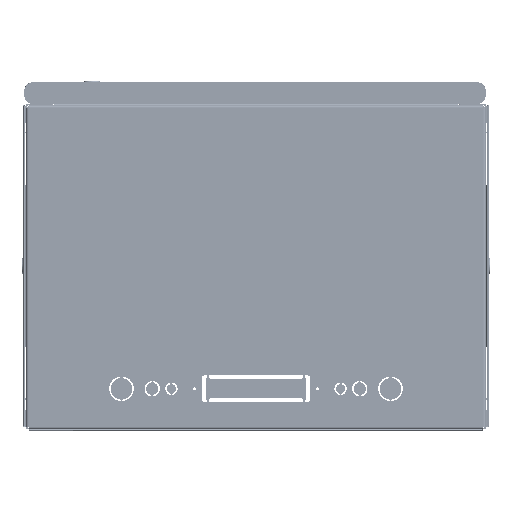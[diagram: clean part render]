
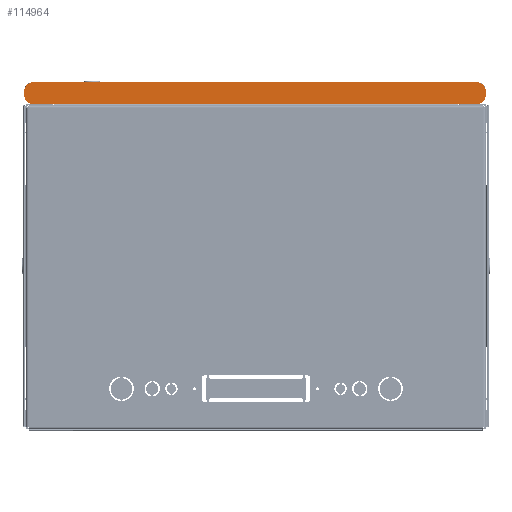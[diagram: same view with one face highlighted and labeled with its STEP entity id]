
A CAD part, front view. The second image highlights one B-rep face of the part: STEP entity #114964.
In plain terms, the highlighted planar face has unit normal (0, -1, 0).
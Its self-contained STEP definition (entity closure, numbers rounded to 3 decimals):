
#5153 = DIRECTION ( 'NONE',  ( 0., 0., 1. ) ) ;
#9696 = VECTOR ( 'NONE', #55792, 1000. ) ;
#10649 = EDGE_CURVE ( 'NONE', #12109, #27844, #165062, .T. ) ;
#10729 = CARTESIAN_POINT ( 'NONE',  ( 289., 0., 0. ) ) ;
#12109 = VERTEX_POINT ( 'NONE', #103582 ) ;
#12316 = CARTESIAN_POINT ( 'NONE',  ( -289., 0., -11. ) ) ;
#21667 = ORIENTED_EDGE ( 'NONE', *, *, #177221, .F. ) ;
#22730 = DIRECTION ( 'NONE',  ( 0., 1., 0. ) ) ;
#23800 = DIRECTION ( 'NONE',  ( 0., 0., 1. ) ) ;
#23887 = EDGE_CURVE ( 'NONE', #160763, #117449, #58647, .T. ) ;
#24114 = DIRECTION ( 'NONE',  ( 0., 1., 0. ) ) ;
#26157 = EDGE_CURVE ( 'NONE', #165609, #12109, #99584, .T. ) ;
#27459 = ORIENTED_EDGE ( 'NONE', *, *, #23887, .F. ) ;
#27844 = VERTEX_POINT ( 'NONE', #133962 ) ;
#29293 = AXIS2_PLACEMENT_3D ( 'NONE', #147592, #24114, #84344 ) ;
#31485 = CIRCLE ( 'NONE', #64648, 11. ) ;
#33130 = CIRCLE ( 'NONE', #89330, 11. ) ;
#36494 = ORIENTED_EDGE ( 'NONE', *, *, #26157, .F. ) ;
#38207 = CARTESIAN_POINT ( 'NONE',  ( 289., 0., 0. ) ) ;
#39308 = CARTESIAN_POINT ( 'NONE',  ( 300., 0., -11. ) ) ;
#43500 = PLANE ( 'NONE',  #57630 ) ;
#55792 = DIRECTION ( 'NONE',  ( 1., 0., 0. ) ) ;
#56268 = EDGE_CURVE ( 'NONE', #119695, #160763, #31485, .T. ) ;
#57630 = AXIS2_PLACEMENT_3D ( 'NONE', #12316, #75635, #67227 ) ;
#58647 = LINE ( 'NONE', #72187, #133720 ) ;
#61963 = CARTESIAN_POINT ( 'NONE',  ( -300., 0., -17. ) ) ;
#64648 = AXIS2_PLACEMENT_3D ( 'NONE', #101669, #72541, #23800 ) ;
#67227 = DIRECTION ( 'NONE',  ( 0., 0., -1. ) ) ;
#72187 = CARTESIAN_POINT ( 'NONE',  ( 300., 0., -17. ) ) ;
#72541 = DIRECTION ( 'NONE',  ( 0., 1., 0. ) ) ;
#75635 = DIRECTION ( 'NONE',  ( 0., -1., 0. ) ) ;
#81663 = DIRECTION ( 'NONE',  ( -1., 0., 0. ) ) ;
#84024 = CARTESIAN_POINT ( 'NONE',  ( -300., 0., -17. ) ) ;
#84344 = DIRECTION ( 'NONE',  ( 0., 0., -1. ) ) ;
#86720 = EDGE_LOOP ( 'NONE', ( #185567, #36494, #21667, #152135, #92726, #27459, #192184, #172485 ) ) ;
#89330 = AXIS2_PLACEMENT_3D ( 'NONE', #144192, #142155, #184983 ) ;
#90792 = DIRECTION ( 'NONE',  ( 0., 0., -1. ) ) ;
#92726 = ORIENTED_EDGE ( 'NONE', *, *, #186001, .F. ) ;
#99584 = LINE ( 'NONE', #84024, #167139 ) ;
#101669 = CARTESIAN_POINT ( 'NONE',  ( 289., 0., -11. ) ) ;
#103582 = CARTESIAN_POINT ( 'NONE',  ( -300., 0., -11. ) ) ;
#108652 = VECTOR ( 'NONE', #81663, 1000. ) ;
#111112 = VERTEX_POINT ( 'NONE', #180442 ) ;
#114964 = ADVANCED_FACE ( 'NONE', ( #201155 ), #43500, .T. ) ;
#117449 = VERTEX_POINT ( 'NONE', #193375 ) ;
#119695 = VERTEX_POINT ( 'NONE', #10729 ) ;
#121126 = LINE ( 'NONE', #38207, #9696 ) ;
#128236 = EDGE_CURVE ( 'NONE', #184443, #111112, #160486, .T. ) ;
#133720 = VECTOR ( 'NONE', #90792, 1000. ) ;
#133727 = DIRECTION ( 'NONE',  ( 0., 0., -1. ) ) ;
#133962 = CARTESIAN_POINT ( 'NONE',  ( -289., 0., 0. ) ) ;
#141819 = EDGE_CURVE ( 'NONE', #27844, #119695, #121126, .T. ) ;
#141827 = CIRCLE ( 'NONE', #178212, 11. ) ;
#142155 = DIRECTION ( 'NONE',  ( 0., 1., 0. ) ) ;
#144192 = CARTESIAN_POINT ( 'NONE',  ( -289., 0., -17. ) ) ;
#147592 = CARTESIAN_POINT ( 'NONE',  ( -289., 0., -11. ) ) ;
#152135 = ORIENTED_EDGE ( 'NONE', *, *, #128236, .F. ) ;
#160486 = LINE ( 'NONE', #205163, #108652 ) ;
#160763 = VERTEX_POINT ( 'NONE', #39308 ) ;
#165062 = CIRCLE ( 'NONE', #29293, 11. ) ;
#165609 = VERTEX_POINT ( 'NONE', #61963 ) ;
#167139 = VECTOR ( 'NONE', #5153, 1000. ) ;
#172485 = ORIENTED_EDGE ( 'NONE', *, *, #141819, .F. ) ;
#177221 = EDGE_CURVE ( 'NONE', #111112, #165609, #33130, .T. ) ;
#178212 = AXIS2_PLACEMENT_3D ( 'NONE', #181431, #22730, #133727 ) ;
#180442 = CARTESIAN_POINT ( 'NONE',  ( -289., 0., -28. ) ) ;
#181431 = CARTESIAN_POINT ( 'NONE',  ( 289., 0., -17. ) ) ;
#184443 = VERTEX_POINT ( 'NONE', #198345 ) ;
#184983 = DIRECTION ( 'NONE',  ( 0., 0., -1. ) ) ;
#185567 = ORIENTED_EDGE ( 'NONE', *, *, #10649, .F. ) ;
#186001 = EDGE_CURVE ( 'NONE', #117449, #184443, #141827, .T. ) ;
#192184 = ORIENTED_EDGE ( 'NONE', *, *, #56268, .F. ) ;
#193375 = CARTESIAN_POINT ( 'NONE',  ( 300., 0., -17. ) ) ;
#198345 = CARTESIAN_POINT ( 'NONE',  ( 289., 0., -28. ) ) ;
#201155 = FACE_OUTER_BOUND ( 'NONE', #86720, .T. ) ;
#205163 = CARTESIAN_POINT ( 'NONE',  ( 289., 0., -28. ) ) ;
